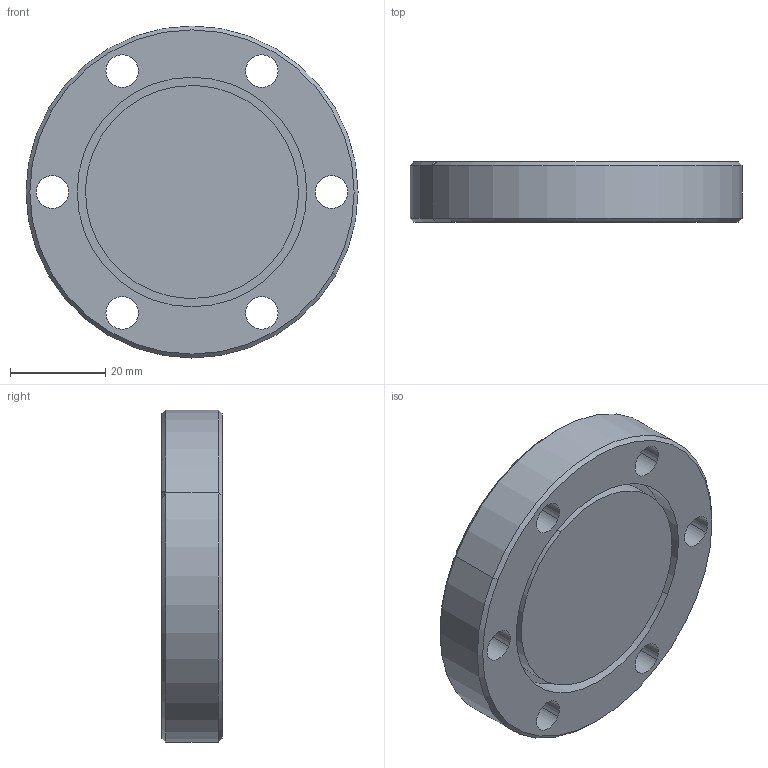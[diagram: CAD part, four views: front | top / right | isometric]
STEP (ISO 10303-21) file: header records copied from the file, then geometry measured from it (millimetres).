
FILE_DESCRIPTION (( 'STEP AP203' ), '1' );
FILE_NAME ('A7981-1-CF.STEP', '2012-02-17T18:14:39', ( '' ), ( '' ), 'SwSTEP 2.0', 'SolidWorks 2011', '' );
FILE_SCHEMA (( 'CONFIG_CONTROL_DESIGN' ));
Length unit declared in the file: inch
Products named in the file (1): A7981-1-CF
Bounding box: 69.85 x 12.7 x 69.85 mm (x, y, z)
Volume: 31807.2 mm3; surface area: 16884.5 mm2
Topology: 1 solids, 1 shells, 59 faces, 134 edges, 84 vertices
Faces by surface type: cylinder 34, plane 11, cone 10, torus 4
Entity records: 1827 total; most frequent: CARTESIAN_POINT 338, DIRECTION 326, ORIENTED_EDGE 268, AXIS2_PLACEMENT_3D 140, EDGE_CURVE 134, VERTEX_POINT 84, CIRCLE 80, EDGE_LOOP 78
